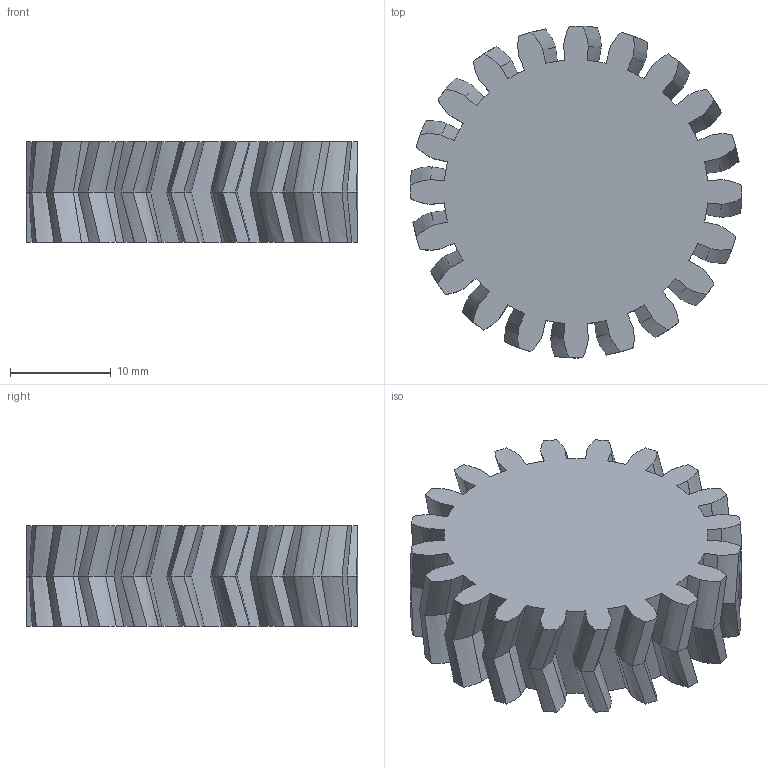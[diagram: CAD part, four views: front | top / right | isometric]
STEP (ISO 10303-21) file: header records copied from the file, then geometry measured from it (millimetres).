
FILE_DESCRIPTION(/* description */ (''),/* implementation_level */ '2;1');
FILE_NAME(/* name */ 'Fat Gear.step',/* time_stamp */ '2022-03-08T21:36:16+08:00',/* author */ (''),/* organization */ (''),/* preprocessor_version */ 'ST-DEVELOPER v18.1',/* originating_system */ 'Autodesk Translation Framework v10.13.0.1454',/* authorisation */ '');
FILE_SCHEMA (('AUTOMOTIVE_DESIGN { 1 0 10303 214 3 1 1 }'));
Length unit declared in the file: millimetre
Products named in the file (1): FusionComponent
Bounding box: 33 x 33 x 10 mm (x, y, z)
Volume: 6863.9 mm3; surface area: 3464.1 mm2
Topology: 1 solids, 1 shells, 302 faces, 780 edges, 480 vertices
Faces by surface type: bspline 280, cylinder 20, plane 2
Entity records: 43097 total; most frequent: CARTESIAN_POINT 37883, ORIENTED_EDGE 1560, EDGE_CURVE 780, VERTEX_POINT 480, DIRECTION 366, B_SPLINE_CURVE_WITH_KNOTS 320, FACE_OUTER_BOUND 302, EDGE_LOOP 302
